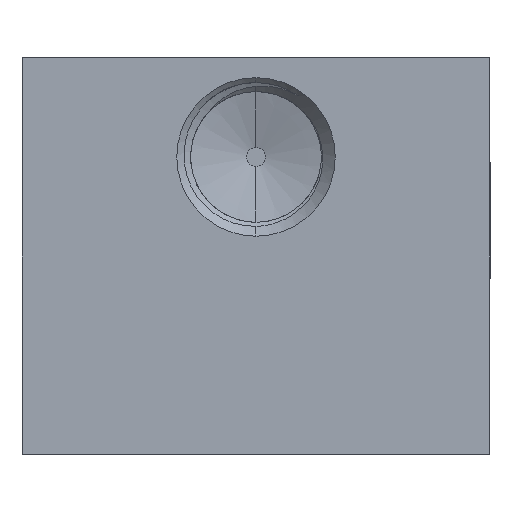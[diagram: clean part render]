
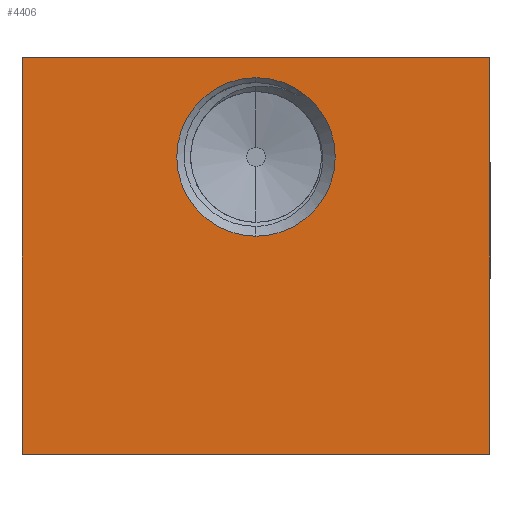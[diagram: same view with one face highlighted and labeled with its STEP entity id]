
A CAD part, left-side view. The second image highlights one B-rep face of the part: STEP entity #4406.
In plain terms, the highlighted planar face has unit normal (-1, 0, 0).
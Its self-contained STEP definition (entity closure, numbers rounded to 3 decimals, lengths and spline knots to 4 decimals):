
#1255 = ORIENTED_EDGE ( 'NONE', *, *, #28910, .F. ) ;
#1404 = DIRECTION ( 'NONE',  ( 0., -1., 0. ) ) ;
#1557 = VERTEX_POINT ( 'NONE', #11101 ) ;
#2292 = VECTOR ( 'NONE', #6715, 39.3701 ) ;
#3333 = CARTESIAN_POINT ( 'NONE',  ( -1.53, 0.0356, -1.1815 ) ) ;
#3456 = ORIENTED_EDGE ( 'NONE', *, *, #25673, .T. ) ;
#4406 = ADVANCED_FACE ( 'NONE', ( #25445, #26239 ), #31746, .T. ) ;
#4622 = EDGE_CURVE ( 'NONE', #30606, #1557, #15604, .T. ) ;
#5046 = EDGE_CURVE ( 'NONE', #10345, #31378, #19161, .T. ) ;
#6552 = CARTESIAN_POINT ( 'NONE',  ( -1.53, 1.2166, -0.1815 ) ) ;
#6715 = DIRECTION ( 'NONE',  ( 0., 0., 1. ) ) ;
#6744 = DIRECTION ( 'NONE',  ( -1., 0., 0. ) ) ;
#7342 = VECTOR ( 'NONE', #1404, 39.3701 ) ;
#8253 = CARTESIAN_POINT ( 'NONE',  ( -1.53, 0.6261, -0.2315 ) ) ;
#8967 = LINE ( 'NONE', #14193, #2292 ) ;
#10345 = VERTEX_POINT ( 'NONE', #6552 ) ;
#10698 = VERTEX_POINT ( 'NONE', #25746 ) ;
#10925 = DIRECTION ( 'NONE',  ( 0., 1., 0. ) ) ;
#11101 = CARTESIAN_POINT ( 'NONE',  ( -1.53, 0.6261, -0.6315 ) ) ;
#11148 = CARTESIAN_POINT ( 'NONE',  ( -1.53, 0.6261, -0.1815 ) ) ;
#11303 = DIRECTION ( 'NONE',  ( 0., 0., 1. ) ) ;
#12209 = ORIENTED_EDGE ( 'NONE', *, *, #5046, .F. ) ;
#14193 = CARTESIAN_POINT ( 'NONE',  ( -1.53, 0.0356, -0.6815 ) ) ;
#15604 = CIRCLE ( 'NONE', #28807, 0.2 ) ;
#16061 = EDGE_CURVE ( 'NONE', #31161, #31378, #8967, .T. ) ;
#16656 = DIRECTION ( 'NONE',  ( 0., 0., -1. ) ) ;
#17283 = VECTOR ( 'NONE', #11303, 39.3701 ) ;
#18672 = CARTESIAN_POINT ( 'NONE',  ( -1.53, 0.6261, -0.4315 ) ) ;
#18755 = CARTESIAN_POINT ( 'NONE',  ( -1.53, 0.6261, -1.1815 ) ) ;
#18864 = CARTESIAN_POINT ( 'NONE',  ( -1.53, 1.2166, -0.1815 ) ) ;
#19161 = LINE ( 'NONE', #11148, #7342 ) ;
#19179 = ORIENTED_EDGE ( 'NONE', *, *, #16061, .T. ) ;
#19709 = CARTESIAN_POINT ( 'NONE',  ( -1.53, 0.0356, -0.1815 ) ) ;
#20776 = CARTESIAN_POINT ( 'NONE',  ( -1.53, 1.2166, -0.1815 ) ) ;
#21485 = ORIENTED_EDGE ( 'NONE', *, *, #29431, .F. ) ;
#23320 = DIRECTION ( 'NONE',  ( 0., 0., 1. ) ) ;
#23429 = DIRECTION ( 'NONE',  ( 1., 0., 0. ) ) ;
#23547 = AXIS2_PLACEMENT_3D ( 'NONE', #18672, #23713, #29142 ) ;
#23713 = DIRECTION ( 'NONE',  ( 1., 0., 0. ) ) ;
#23820 = EDGE_LOOP ( 'NONE', ( #26094, #3456 ) ) ;
#25445 = FACE_BOUND ( 'NONE', #23820, .T. ) ;
#25673 = EDGE_CURVE ( 'NONE', #1557, #30606, #31571, .T. ) ;
#25746 = CARTESIAN_POINT ( 'NONE',  ( -1.53, 1.2166, -1.1815 ) ) ;
#25894 = LINE ( 'NONE', #20776, #17283 ) ;
#26094 = ORIENTED_EDGE ( 'NONE', *, *, #4622, .T. ) ;
#26239 = FACE_OUTER_BOUND ( 'NONE', #31593, .T. ) ;
#27874 = VECTOR ( 'NONE', #10925, 39.3701 ) ;
#28807 = AXIS2_PLACEMENT_3D ( 'NONE', #30624, #23429, #23320 ) ;
#28910 = EDGE_CURVE ( 'NONE', #10698, #10345, #25894, .T. ) ;
#29142 = DIRECTION ( 'NONE',  ( 0., 0., 1. ) ) ;
#29431 = EDGE_CURVE ( 'NONE', #31161, #10698, #31856, .T. ) ;
#30606 = VERTEX_POINT ( 'NONE', #8253 ) ;
#30624 = CARTESIAN_POINT ( 'NONE',  ( -1.53, 0.6261, -0.4315 ) ) ;
#31161 = VERTEX_POINT ( 'NONE', #3333 ) ;
#31378 = VERTEX_POINT ( 'NONE', #19709 ) ;
#31571 = CIRCLE ( 'NONE', #23547, 0.2 ) ;
#31574 = AXIS2_PLACEMENT_3D ( 'NONE', #18864, #6744, #16656 ) ;
#31593 = EDGE_LOOP ( 'NONE', ( #19179, #12209, #1255, #21485 ) ) ;
#31746 = PLANE ( 'NONE',  #31574 ) ;
#31856 = LINE ( 'NONE', #18755, #27874 ) ;
